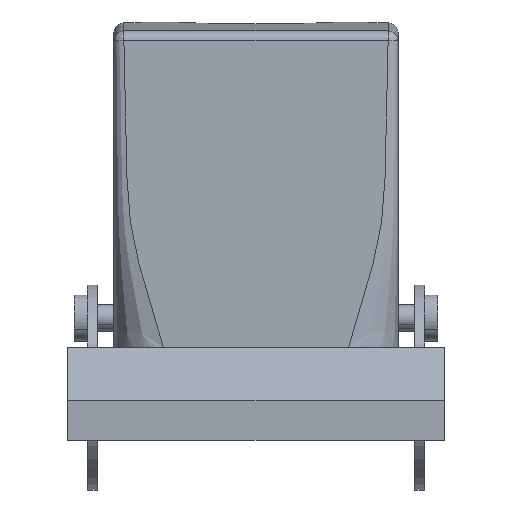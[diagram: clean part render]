
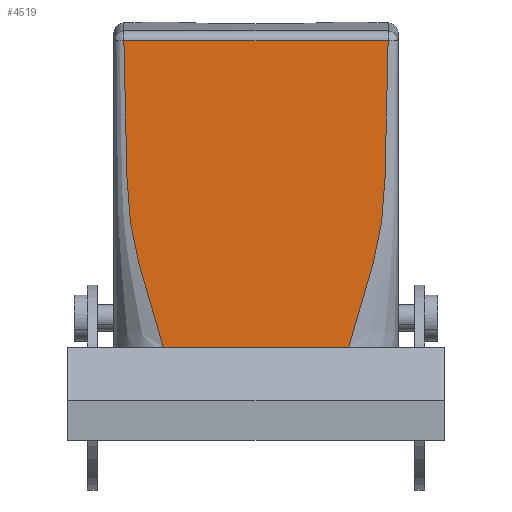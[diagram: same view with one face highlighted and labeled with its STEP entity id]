
A CAD part, front view. The second image highlights one B-rep face of the part: STEP entity #4519.
In plain terms, the highlighted planar face has unit normal (0, -1, 0.013).
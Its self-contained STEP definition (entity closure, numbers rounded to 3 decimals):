
#4506=AXIS2_PLACEMENT_3D('Plane Axis2P3D',#4503,#4504,#4505) ;
#3179=CARTESIAN_POINT('Vertex',(14.5,18.,21.5)) ;
#3216=CARTESIAN_POINT('Vertex',(42.5,18.,21.5)) ;
#3219=CARTESIAN_POINT('Line Origine',(28.5,18.,21.5)) ;
#3525=CARTESIAN_POINT('Vertex',(8.51,18.608,67.966)) ;
#3529=CARTESIAN_POINT('Control Point',(8.51,18.608,67.966)) ;
#3530=CARTESIAN_POINT('Control Point',(8.521,18.592,66.742)) ;
#3531=CARTESIAN_POINT('Control Point',(8.534,18.576,65.535)) ;
#3532=CARTESIAN_POINT('Control Point',(8.55,18.561,64.337)) ;
#3533=CARTESIAN_POINT('Control Point',(8.595,18.523,61.448)) ;
#3534=CARTESIAN_POINT('Control Point',(8.655,18.485,58.558)) ;
#3535=CARTESIAN_POINT('Control Point',(8.692,18.464,56.91)) ;
#3536=CARTESIAN_POINT('Control Point',(8.777,18.42,53.619)) ;
#3537=CARTESIAN_POINT('Control Point',(8.871,18.377,50.329)) ;
#3538=CARTESIAN_POINT('Control Point',(8.932,18.356,48.688)) ;
#3539=CARTESIAN_POINT('Control Point',(9.032,18.311,45.254)) ;
#3540=CARTESIAN_POINT('Control Point',(9.285,18.266,41.824)) ;
#3541=CARTESIAN_POINT('Control Point',(9.514,18.243,40.042)) ;
#3542=CARTESIAN_POINT('Control Point',(10.109,18.2,36.744)) ;
#3543=CARTESIAN_POINT('Control Point',(10.951,18.157,33.482)) ;
#3544=CARTESIAN_POINT('Control Point',(11.38,18.137,31.979)) ;
#3545=CARTESIAN_POINT('Control Point',(12.144,18.104,29.431)) ;
#3546=CARTESIAN_POINT('Control Point',(12.924,18.071,26.887)) ;
#3547=CARTESIAN_POINT('Control Point',(13.242,18.057,25.841)) ;
#3548=CARTESIAN_POINT('Control Point',(13.688,18.037,24.344)) ;
#3549=CARTESIAN_POINT('Control Point',(14.12,18.018,22.845)) ;
#3550=CARTESIAN_POINT('Control Point',(14.248,18.012,22.397)) ;
#3551=CARTESIAN_POINT('Control Point',(14.374,18.006,21.949)) ;
#3552=CARTESIAN_POINT('Control Point',(14.5,18.,21.5)) ;
#3905=CARTESIAN_POINT('Control Point',(48.49,18.608,67.966)) ;
#3906=CARTESIAN_POINT('Control Point',(48.479,18.592,66.742)) ;
#3907=CARTESIAN_POINT('Control Point',(48.466,18.576,65.535)) ;
#3908=CARTESIAN_POINT('Control Point',(48.45,18.561,64.337)) ;
#3909=CARTESIAN_POINT('Control Point',(48.405,18.523,61.448)) ;
#3910=CARTESIAN_POINT('Control Point',(48.345,18.485,58.558)) ;
#3911=CARTESIAN_POINT('Control Point',(48.308,18.464,56.91)) ;
#3912=CARTESIAN_POINT('Control Point',(48.223,18.42,53.619)) ;
#3913=CARTESIAN_POINT('Control Point',(48.129,18.377,50.329)) ;
#3914=CARTESIAN_POINT('Control Point',(48.068,18.356,48.688)) ;
#3915=CARTESIAN_POINT('Control Point',(47.968,18.311,45.254)) ;
#3916=CARTESIAN_POINT('Control Point',(47.715,18.266,41.824)) ;
#3917=CARTESIAN_POINT('Control Point',(47.486,18.243,40.042)) ;
#3918=CARTESIAN_POINT('Control Point',(46.891,18.2,36.744)) ;
#3919=CARTESIAN_POINT('Control Point',(46.049,18.157,33.482)) ;
#3920=CARTESIAN_POINT('Control Point',(45.62,18.137,31.979)) ;
#3921=CARTESIAN_POINT('Control Point',(44.856,18.104,29.431)) ;
#3922=CARTESIAN_POINT('Control Point',(44.076,18.071,26.887)) ;
#3923=CARTESIAN_POINT('Control Point',(43.758,18.057,25.841)) ;
#3924=CARTESIAN_POINT('Control Point',(43.312,18.037,24.344)) ;
#3925=CARTESIAN_POINT('Control Point',(42.88,18.018,22.845)) ;
#3926=CARTESIAN_POINT('Control Point',(42.752,18.012,22.397)) ;
#3927=CARTESIAN_POINT('Control Point',(42.626,18.006,21.949)) ;
#3928=CARTESIAN_POINT('Control Point',(42.5,18.,21.5)) ;
#3929=CARTESIAN_POINT('Vertex',(48.49,18.608,67.966)) ;
#4503=CARTESIAN_POINT('Axis2P3D Location',(28.5,19.046,101.415)) ;
#4508=CARTESIAN_POINT('Line Origine',(28.5,18.608,67.966)) ;
#3220=DIRECTION('Vector Direction',(-1.,0.,0.)) ;
#4504=DIRECTION('Axis2P3D Direction',(0.,-1.,0.013)) ;
#4505=DIRECTION('Axis2P3D XDirection',(-1.,0.,0.)) ;
#4509=DIRECTION('Vector Direction',(1.,0.,0.)) ;
#3221=VECTOR('Line Direction',#3220,1.) ;
#4510=VECTOR('Line Direction',#4509,1.) ;
#4514=ORIENTED_EDGE('',*,*,#3553,.F.) ;
#4515=ORIENTED_EDGE('',*,*,#3223,.T.) ;
#4516=ORIENTED_EDGE('',*,*,#3931,.T.) ;
#4517=ORIENTED_EDGE('',*,*,#4512,.F.) ;
#4519=ADVANCED_FACE('Housing',(#4518),#4507,.T.) ;
#3528=B_SPLINE_CURVE_WITH_KNOTS('',5,(#3529,#3530,#3531,#3532,#3533,#3534,#3535,#3536,#3537,#3538,#3539,#3540,#3541,#3542,#3543,#3544,#3545,#3546,#3547,#3548,#3549,#3550,#3551,#3552),.UNSPECIFIED.,.F.,.U.,(6,3,3,3,3,3,3,6),(23.32,29.507,37.723,45.908,54.84,62.515,67.884,70.191),.UNSPECIFIED.) ;
#3904=B_SPLINE_CURVE_WITH_KNOTS('',5,(#3905,#3906,#3907,#3908,#3909,#3910,#3911,#3912,#3913,#3914,#3915,#3916,#3917,#3918,#3919,#3920,#3921,#3922,#3923,#3924,#3925,#3926,#3927,#3928),.UNSPECIFIED.,.F.,.U.,(6,3,3,3,3,3,3,6),(23.32,29.507,37.723,45.908,54.84,62.515,67.884,70.191),.UNSPECIFIED.) ;
#3223=EDGE_CURVE('',#3180,#3217,#3222,.F.) ;
#3553=EDGE_CURVE('',#3180,#3526,#3528,.F.) ;
#3931=EDGE_CURVE('',#3217,#3930,#3904,.F.) ;
#4512=EDGE_CURVE('',#3526,#3930,#4511,.T.) ;
#4513=EDGE_LOOP('',(#4514,#4515,#4516,#4517)) ;
#4518=FACE_OUTER_BOUND('',#4513,.T.) ;
#3222=LINE('Line',#3219,#3221) ;
#4511=LINE('Line',#4508,#4510) ;
#4507=PLANE('',#4506) ;
#3180=VERTEX_POINT('',#3179) ;
#3217=VERTEX_POINT('',#3216) ;
#3526=VERTEX_POINT('',#3525) ;
#3930=VERTEX_POINT('',#3929) ;
